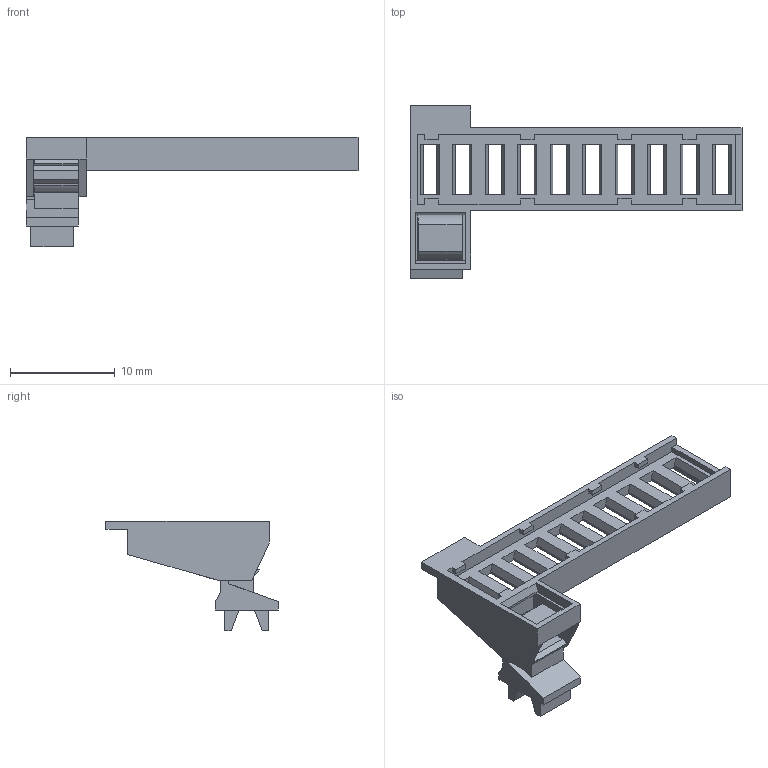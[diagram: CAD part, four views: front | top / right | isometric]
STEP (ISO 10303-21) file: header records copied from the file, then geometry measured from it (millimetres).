
FILE_DESCRIPTION(('CATIA V5R19 STEP'),'2;1');
FILE_NAME ('D1453382_0_1611930000_1611930000.stp','2015-01-12T13:39:35+00:00',('none'),('Weidmueller'),'CATIA Version 5 Release 20 SP 5 (IN-10)','CATIA V5 STEP AP214','none');
FILE_SCHEMA(('AUTOMOTIVE_DESIGN { 1 0 10303 214 1 1 1 1 }'));
Length unit declared in the file: millimetre
Products named in the file (1): RAFU ZGB
Bounding box: 31.7 x 16.45 x 10.5 mm (x, y, z)
Volume: 481 mm3; surface area: 1359.6 mm2
Topology: 2 solids, 2 shells, 183 faces, 530 edges, 351 vertices
Faces by surface type: plane 178, cylinder 5
Entity records: 5653 total; most frequent: ORIENTED_EDGE 1060, CARTESIAN_POINT 1003, DIRECTION 772, EDGE_CURVE 530, VECTOR 520, LINE 520, VERTEX_POINT 351, EDGE_LOOP 207
